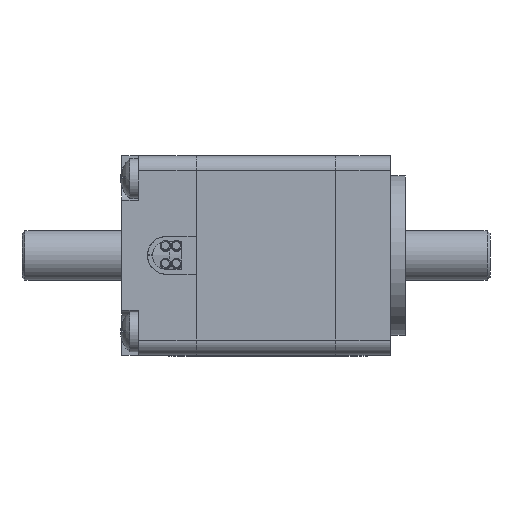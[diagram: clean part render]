
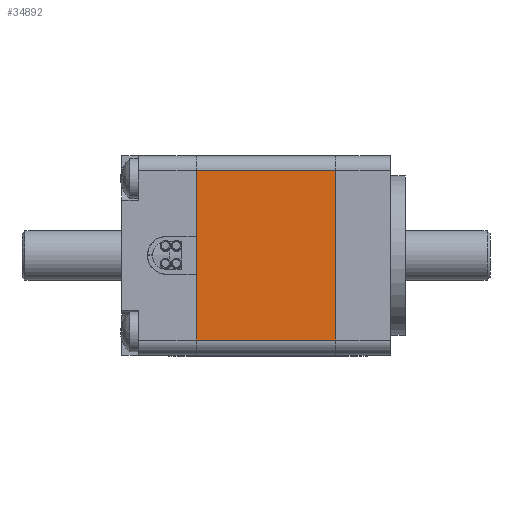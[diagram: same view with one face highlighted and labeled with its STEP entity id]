
A CAD part, top view. The second image highlights one B-rep face of the part: STEP entity #34892.
In plain terms, the highlighted face is planar.
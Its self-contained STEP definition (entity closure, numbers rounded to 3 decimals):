
#811=PLANE('',#37283);
#2164=FACE_OUTER_BOUND('',#4172,.T.);
#4172=EDGE_LOOP('',(#25577,#25578,#25579,#25580));
#7871=LINE('',#53211,#11363);
#8016=LINE('',#53840,#11508);
#8165=LINE('',#54477,#11657);
#8171=LINE('',#54489,#11663);
#11363=VECTOR('',#41398,17.);
#11508=VECTOR('',#41909,17.);
#11657=VECTOR('',#42428,14.);
#11663=VECTOR('',#42446,14.);
#14956=VERTEX_POINT('',#53196);
#14963=VERTEX_POINT('',#53209);
#15262=VERTEX_POINT('',#53836);
#15264=VERTEX_POINT('',#53839);
#18760=EDGE_CURVE('',#14963,#14956,#7871,.T.);
#19087=EDGE_CURVE('',#15264,#15262,#8016,.T.);
#19420=EDGE_CURVE('',#14956,#15262,#8165,.T.);
#19426=EDGE_CURVE('',#14963,#15264,#8171,.T.);
#25577=ORIENTED_EDGE('',*,*,#19087,.T.);
#25578=ORIENTED_EDGE('',*,*,#19420,.F.);
#25579=ORIENTED_EDGE('',*,*,#18760,.F.);
#25580=ORIENTED_EDGE('',*,*,#19426,.T.);
#34892=ADVANCED_FACE('',(#2164),#811,.F.);
#37283=AXIS2_PLACEMENT_3D('',#54490,#42447,#42448);
#41398=DIRECTION('',(0.,0.,1.));
#41909=DIRECTION('',(0.,0.,1.));
#42428=DIRECTION('',(-1.,0.,0.));
#42446=DIRECTION('',(-1.,0.,0.));
#42447=DIRECTION('center_axis',(0.,-1.,0.));
#42448=DIRECTION('ref_axis',(0.,0.,-1.));
#53196=CARTESIAN_POINT('',(14.,10.,8.5));
#53209=CARTESIAN_POINT('',(14.,10.,-8.5));
#53211=CARTESIAN_POINT('',(14.,10.,-8.5));
#53836=CARTESIAN_POINT('',(0.,10.,8.5));
#53839=CARTESIAN_POINT('',(0.,10.,-8.5));
#53840=CARTESIAN_POINT('',(0.,10.,-8.5));
#54477=CARTESIAN_POINT('',(14.,10.,8.5));
#54489=CARTESIAN_POINT('',(14.,10.,-8.5));
#54490=CARTESIAN_POINT('Origin',(14.,10.,8.5));
